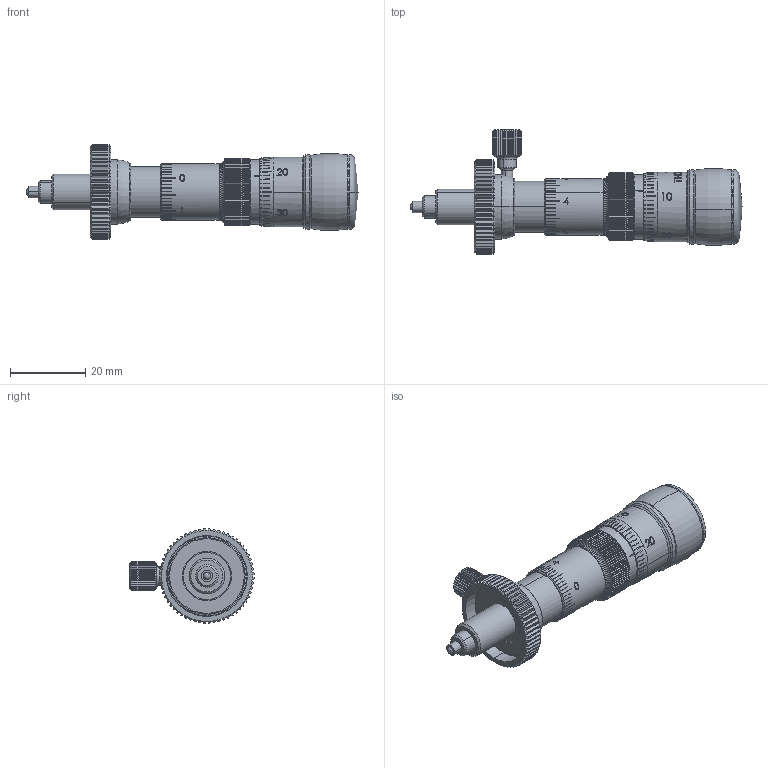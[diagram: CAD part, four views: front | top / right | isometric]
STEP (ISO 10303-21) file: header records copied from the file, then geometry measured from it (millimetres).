
FILE_DESCRIPTION (( 'STEP AP214' ), '1' );
FILE_NAME ('DRV304 - Coarse Scale.STEP', '2012-03-14T08:25:11', ( 'Thorlabs Ltd.' ), ( 'Thorlabs Ltd.' ), 'SwSTEP 2.0', 'SolidWorks 2011', '' );
FILE_SCHEMA (( 'AUTOMOTIVE_DESIGN' ));
Length unit declared in the file: millimetre
Products named in the file (1): DRV304 - Coarse Scale
Bounding box: 87.98 x 32.88 x 24.98 mm (x, y, z)
Volume: 15231.6 mm3; surface area: 18681.8 mm2
Topology: 33 solids, 33 shells, 2156 faces, 5245 edges, 3279 vertices
Faces by surface type: plane 849, cylinder 551, cone 420, torus 228, bspline 91, sphere 17
Entity records: 100597 total; most frequent: CARTESIAN_POINT 27128, ORIENTED_EDGE 10382, DIRECTION 10314, EDGE_CURVE 5191, AXIS2_PLACEMENT_3D 4338, VERTEX_POINT 3263, EDGE_LOOP 2350, CIRCLE 2272
